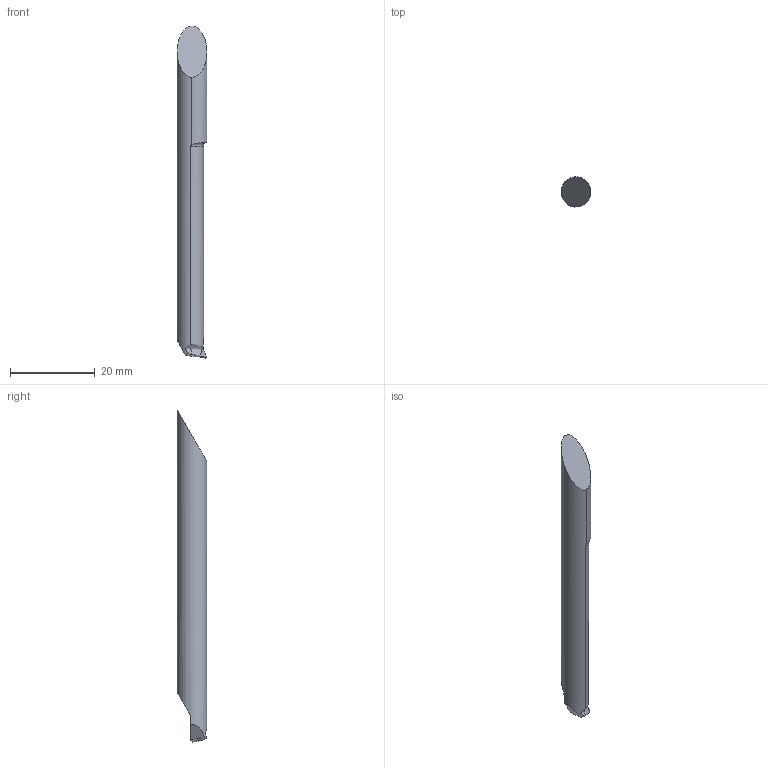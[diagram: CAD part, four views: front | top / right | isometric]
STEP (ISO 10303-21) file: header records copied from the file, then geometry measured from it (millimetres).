
FILE_DESCRIPTION(/* description */ (''),/* implementation_level */ '2;1');
FILE_NAME(/* name */ '1646389645384.stp',/* time_stamp */ '2022-03-04T15:57:36+05:00',/* author */ (''),/* organization */ ('SMS'),/* preprocessor_version */ 'ST-DEVELOPER v16.7',/* originating_system */ 'SIEMENS PLM Software NX 12.0',/* authorisation */ '');
FILE_SCHEMA (('AUTOMOTIVE_DESIGN { 1 0 10303 214 3 1 1 1 }'));
Length unit declared in the file: millimetre
Products named in the file (1): 203960261mod000_00
Bounding box: 7 x 7 x 78.4 mm (x, y, z)
Volume: 2369.1 mm3; surface area: 1576.2 mm2
Topology: 2 solids, 2 shells, 27 faces, 73 edges, 54 vertices
Faces by surface type: plane 12, bspline 8, cylinder 5, torus 1, cone 1
Entity records: 1996 total; most frequent: CARTESIAN_POINT 1370, ORIENTED_EDGE 144, DIRECTION 75, EDGE_CURVE 72, VERTEX_POINT 49, B_SPLINE_CURVE_WITH_KNOTS 36, ADVANCED_FACE 27, FACE_OUTER_BOUND 27
